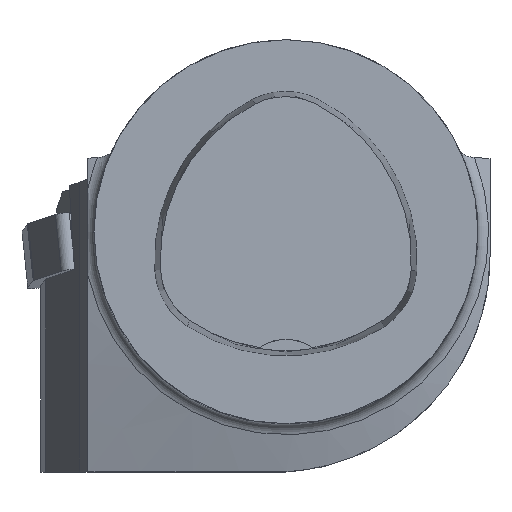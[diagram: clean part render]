
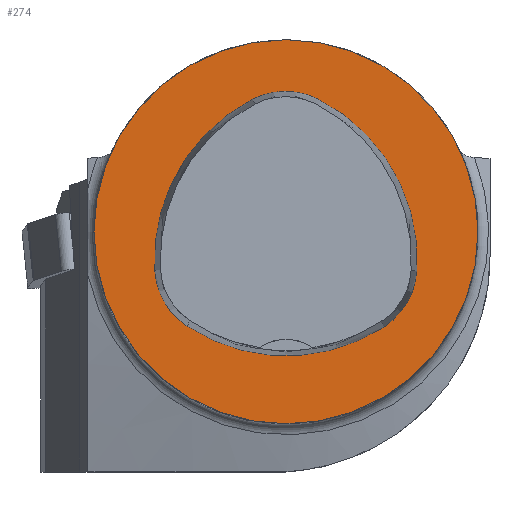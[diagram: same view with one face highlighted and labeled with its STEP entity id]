
A CAD part, top view. The second image highlights one B-rep face of the part: STEP entity #274.
In plain terms, the highlighted planar face has unit normal (0, 0, 1).
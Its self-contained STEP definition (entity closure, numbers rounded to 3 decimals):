
#133=PLANE('',#1635);
#274=ADVANCED_FACE('',(#565,#566),#133,.T.);
#565=FACE_BOUND('',#628,.T.);
#566=FACE_BOUND('',#629,.T.);
#628=EDGE_LOOP('',(#973,#974,#975,#976,#977,#978));
#629=EDGE_LOOP('',(#979));
#973=ORIENTED_EDGE('',*,*,#1375,.T.);
#974=ORIENTED_EDGE('',*,*,#1355,.T.);
#975=ORIENTED_EDGE('',*,*,#1359,.T.);
#976=ORIENTED_EDGE('',*,*,#1362,.T.);
#977=ORIENTED_EDGE('',*,*,#1365,.T.);
#978=ORIENTED_EDGE('',*,*,#1373,.T.);
#979=ORIENTED_EDGE('',*,*,#1239,.F.);
#1106=VERTEX_POINT('',#2152);
#1185=VERTEX_POINT('',#2452);
#1186=VERTEX_POINT('',#2453);
#1189=VERTEX_POINT('',#2461);
#1191=VERTEX_POINT('',#2467);
#1193=VERTEX_POINT('',#2473);
#1200=VERTEX_POINT('',#2494);
#1239=EDGE_CURVE('',#1106,#1106,#1426,.T.);
#1355=EDGE_CURVE('',#1185,#1186,#1442,.T.);
#1359=EDGE_CURVE('',#1186,#1189,#1444,.T.);
#1362=EDGE_CURVE('',#1189,#1191,#1446,.T.);
#1365=EDGE_CURVE('',#1191,#1193,#1448,.T.);
#1373=EDGE_CURVE('',#1193,#1200,#1452,.T.);
#1375=EDGE_CURVE('',#1200,#1185,#1454,.T.);
#1426=CIRCLE('',#1543,16.);
#1442=CIRCLE('',#1613,15.);
#1444=CIRCLE('',#1616,6.);
#1446=CIRCLE('',#1619,15.);
#1448=CIRCLE('',#1622,6.);
#1452=CIRCLE('',#1627,15.);
#1454=CIRCLE('',#1630,6.);
#1543=AXIS2_PLACEMENT_3D('',#2151,#1710,#1711);
#1613=AXIS2_PLACEMENT_3D('',#2451,#1924,#1925);
#1616=AXIS2_PLACEMENT_3D('',#2460,#1932,#1933);
#1619=AXIS2_PLACEMENT_3D('',#2466,#1939,#1940);
#1622=AXIS2_PLACEMENT_3D('',#2472,#1946,#1947);
#1627=AXIS2_PLACEMENT_3D('',#2495,#1958,#1959);
#1630=AXIS2_PLACEMENT_3D('',#2498,#1964,#1965);
#1635=AXIS2_PLACEMENT_3D('',#2503,#1974,#1975);
#1710=DIRECTION('',(0.,0.,-1.));
#1711=DIRECTION('',(-1.,0.,0.));
#1924=DIRECTION('',(0.,0.,-1.));
#1925=DIRECTION('',(-1.,0.,0.));
#1932=DIRECTION('',(0.,0.,-1.));
#1933=DIRECTION('',(-1.,0.,0.));
#1939=DIRECTION('',(0.,0.,-1.));
#1940=DIRECTION('',(-1.,0.,0.));
#1946=DIRECTION('',(0.,0.,-1.));
#1947=DIRECTION('',(-1.,0.,0.));
#1958=DIRECTION('',(0.,0.,-1.));
#1959=DIRECTION('',(-1.,0.,0.));
#1964=DIRECTION('',(0.,0.,-1.));
#1965=DIRECTION('',(-1.,0.,0.));
#1974=DIRECTION('',(0.,0.,1.));
#1975=DIRECTION('',(1.,0.,0.));
#2151=CARTESIAN_POINT('',(0.,0.,0.));
#2152=CARTESIAN_POINT('',(-16.,0.,0.));
#2451=CARTESIAN_POINT('',(4.048,-2.316,0.));
#2452=CARTESIAN_POINT('',(-10.926,-3.206,0.));
#2453=CARTESIAN_POINT('',(-2.774,11.043,0.));
#2460=CARTESIAN_POINT('',(-0.045,5.7,0.));
#2461=CARTESIAN_POINT('',(2.638,11.066,0.));
#2466=CARTESIAN_POINT('',(-4.07,-2.35,0.));
#2467=CARTESIAN_POINT('',(10.903,-3.249,0.));
#2472=CARTESIAN_POINT('',(4.914,-2.889,0.));
#2473=CARTESIAN_POINT('',(8.177,-7.924,0.));
#2494=CARTESIAN_POINT('',(-8.24,-7.859,0.));
#2495=CARTESIAN_POINT('',(0.019,4.663,0.));
#2498=CARTESIAN_POINT('',(-4.936,-2.85,0.));
#2503=CARTESIAN_POINT('',(0.,0.,0.));
